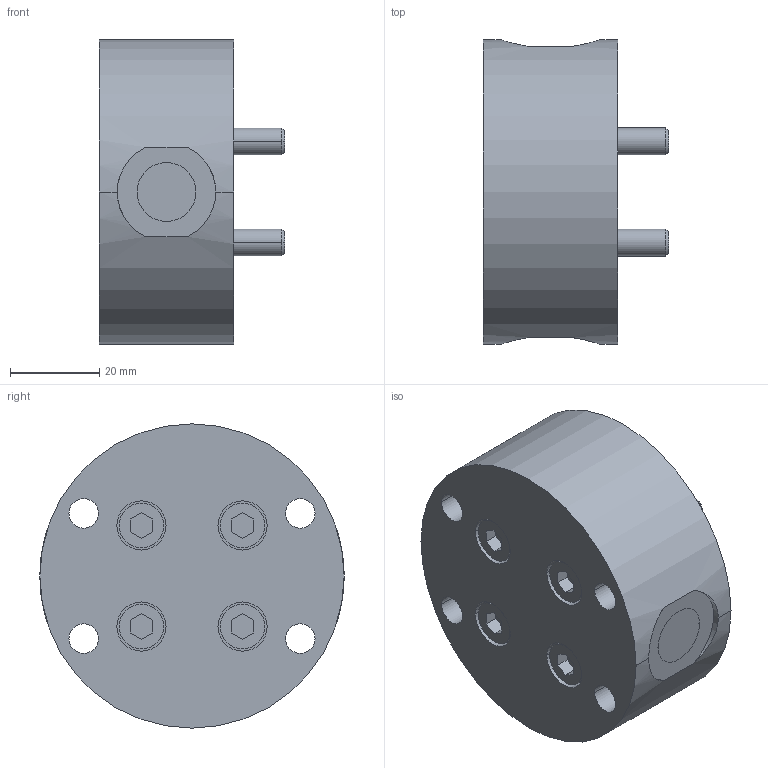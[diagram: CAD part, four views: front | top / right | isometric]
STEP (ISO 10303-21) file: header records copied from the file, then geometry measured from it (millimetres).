
FILE_DESCRIPTION((''),'2;1');
FILE_NAME('ILCM41582003','2020-05-07T',('jweaver'),(''),'PRO/ENGINEER BY PARAMETRIC TECHNOLOGY CORPORATION, 2013320','PRO/ENGINEER BY PARAMETRIC TECHNOLOGY CORPORATION, 2013320','');
FILE_SCHEMA(('AUTOMOTIVE_DESIGN { 1 0 10303 214 1 1 1 1 }'));
Length unit declared in the file: millimetre
Products named in the file (1): ILCM41582003
Bounding box: 41.4 x 68 x 68 mm (x, y, z)
Volume: 98378.6 mm3; surface area: 27754.8 mm2
Topology: 1 solids, 7 shells, 159 faces, 361 edges, 239 vertices
Faces by surface type: cylinder 76, plane 65, cone 18
Entity records: 5998 total; most frequent: CARTESIAN_POINT 905, DIRECTION 835, ORIENTED_EDGE 710, PRESENTATION_STYLE_ASSIGNMENT 372, STYLED_ITEM 368, CURVE_STYLE 361, EDGE_CURVE 361, AXIS2_PLACEMENT_3D 332
